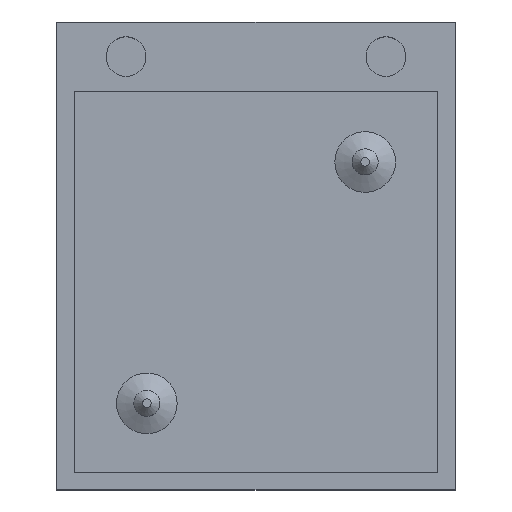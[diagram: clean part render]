
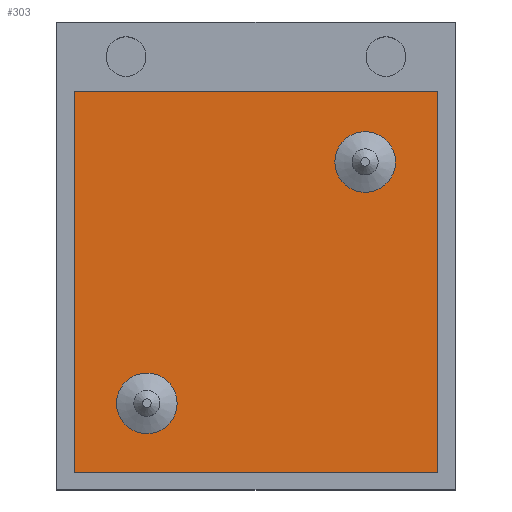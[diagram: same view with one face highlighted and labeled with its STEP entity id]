
A CAD part, top view. The second image highlights one B-rep face of the part: STEP entity #303.
In plain terms, the highlighted planar face has unit normal (0, 0, 1).
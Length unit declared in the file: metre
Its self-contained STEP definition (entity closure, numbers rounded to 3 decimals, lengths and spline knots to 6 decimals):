
#20=LINE('',#476,#44);
#21=LINE('',#479,#45);
#22=LINE('',#481,#46);
#23=LINE('',#483,#47);
#44=VECTOR('',#382,1.);
#45=VECTOR('',#383,1.);
#46=VECTOR('',#384,1.);
#47=VECTOR('',#385,1.);
#68=ORIENTED_EDGE('',*,*,#140,.T.);
#69=ORIENTED_EDGE('',*,*,#141,.T.);
#70=ORIENTED_EDGE('',*,*,#142,.T.);
#71=ORIENTED_EDGE('',*,*,#143,.T.);
#72=ORIENTED_EDGE('',*,*,#144,.F.);
#73=ORIENTED_EDGE('',*,*,#145,.F.);
#140=EDGE_CURVE('',#176,#176,#204,.F.);
#141=EDGE_CURVE('',#177,#177,#205,.F.);
#142=EDGE_CURVE('',#178,#179,#20,.T.);
#143=EDGE_CURVE('',#179,#180,#21,.T.);
#144=EDGE_CURVE('',#181,#180,#22,.T.);
#145=EDGE_CURVE('',#178,#181,#23,.T.);
#176=VERTEX_POINT('',#473);
#177=VERTEX_POINT('',#475);
#178=VERTEX_POINT('',#477);
#179=VERTEX_POINT('',#478);
#180=VERTEX_POINT('',#480);
#181=VERTEX_POINT('',#482);
#204=CIRCLE('',#340,0.0035);
#205=CIRCLE('',#341,0.0035);
#216=EDGE_LOOP('',(#68));
#217=EDGE_LOOP('',(#69));
#218=EDGE_LOOP('',(#70,#71,#72,#73));
#252=FACE_BOUND('',#216,.T.);
#253=FACE_BOUND('',#217,.T.);
#254=FACE_BOUND('',#218,.T.);
#288=PLANE('',#339);
#303=ADVANCED_FACE('',(#252,#253,#254),#288,.T.);
#339=AXIS2_PLACEMENT_3D('',#471,#376,#377);
#340=AXIS2_PLACEMENT_3D('',#472,#378,#379);
#341=AXIS2_PLACEMENT_3D('',#474,#380,#381);
#376=DIRECTION('',(0.,0.,1.));
#377=DIRECTION('',(1.,0.,0.));
#378=DIRECTION('',(0.,0.,1.));
#379=DIRECTION('',(1.,0.,0.));
#380=DIRECTION('',(0.,0.,1.));
#381=DIRECTION('',(1.,0.,0.));
#382=DIRECTION('',(0.,1.,0.));
#383=DIRECTION('',(-1.,0.,0.));
#384=DIRECTION('',(0.,1.,0.));
#385=DIRECTION('',(-1.,0.,0.));
#471=CARTESIAN_POINT('',(0.,0.003,0.));
#472=CARTESIAN_POINT('',(0.0126,0.013861,0.));
#473=CARTESIAN_POINT('',(0.0161,0.013861,0.));
#474=CARTESIAN_POINT('',(-0.0126,-0.014,0.));
#475=CARTESIAN_POINT('',(-0.0091,-0.014,0.));
#476=CARTESIAN_POINT('',(0.021,0.,0.));
#477=CARTESIAN_POINT('',(0.021,-0.022,0.));
#478=CARTESIAN_POINT('',(0.021,0.022,0.));
#479=CARTESIAN_POINT('',(0.,0.022,0.));
#480=CARTESIAN_POINT('',(-0.021,0.022,0.));
#481=CARTESIAN_POINT('',(-0.021,0.,0.));
#482=CARTESIAN_POINT('',(-0.021,-0.022,0.));
#483=CARTESIAN_POINT('',(0.,-0.022,0.));
